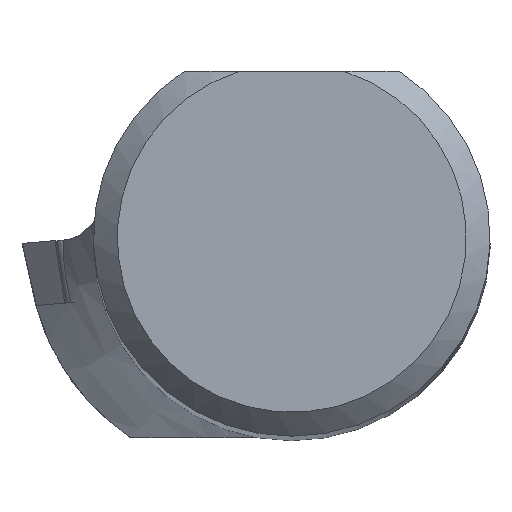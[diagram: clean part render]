
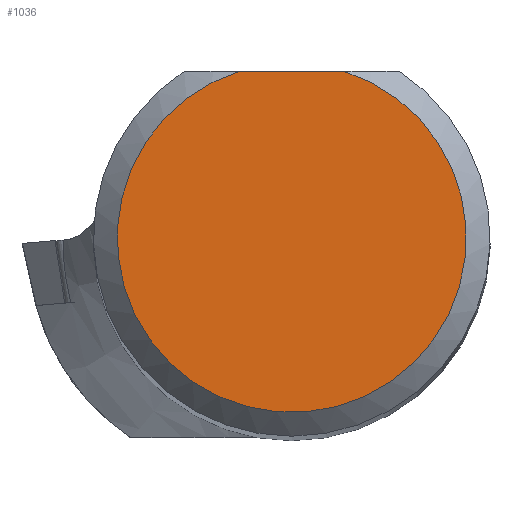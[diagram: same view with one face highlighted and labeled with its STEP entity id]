
A CAD part, top view. The second image highlights one B-rep face of the part: STEP entity #1036.
In plain terms, the highlighted planar face has unit normal (0, 0, 1).
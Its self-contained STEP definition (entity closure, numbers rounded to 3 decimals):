
#560=CARTESIAN_POINT('',(0.,0.,0.));
#561=DIRECTION('',(0.,0.,1.));
#562=DIRECTION('',(-0.298,0.955,0.));
#563=AXIS2_PLACEMENT_3D('',#560,#561,#562);
#568=CARTESIAN_POINT('',(3.279,10.5,0.));
#583=CARTESIAN_POINT('',(-3.279,10.5,0.));
#588=DIRECTION('',(1.,0.,0.));
#589=VECTOR('',#588,6.557);
#590=CARTESIAN_POINT('',(-3.279,10.5,0.));
#591=LINE('',#590,#589);
#596=VERTEX_POINT('',#583);
#612=VERTEX_POINT('',#568);
#1027=CARTESIAN_POINT('',(0.,0.,0.));
#1028=DIRECTION('',(0.,0.,-1.));
#1029=DIRECTION('',(1.,0.,0.));
#1030=AXIS2_PLACEMENT_3D('',#1027,#1028,#1029);
#1031=PLANE('',#1030);
#1032=ORIENTED_EDGE('',*,*,#836,.T.);
#1033=ORIENTED_EDGE('',*,*,#1012,.F.);
#1034=EDGE_LOOP('',(#1032,#1033));
#1035=FACE_OUTER_BOUND('',#1034,.F.);
#564=CIRCLE('',#563,11.);
#836=EDGE_CURVE('',#596,#612,#591,.T.);
#1012=EDGE_CURVE('',#596,#612,#564,.T.);
#1036=ADVANCED_FACE('',(#1035),#1031,.F.);
